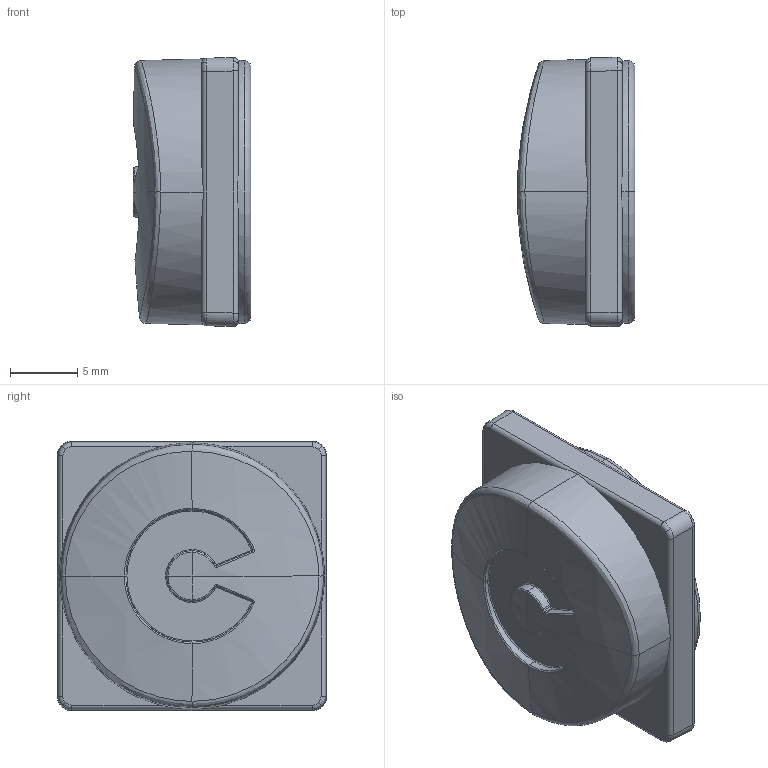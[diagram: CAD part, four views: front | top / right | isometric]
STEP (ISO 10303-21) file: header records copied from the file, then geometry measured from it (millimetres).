
FILE_DESCRIPTION (( 'STEP AP203' ), '1' );
FILE_NAME ('expansion port right 1.21.STEP', '2016-11-02T22:07:05', ( '' ), ( '' ), 'SwSTEP 2.0', 'SolidWorks 2016', '' );
FILE_SCHEMA (( 'CONFIG_CONTROL_DESIGN' ));
Length unit declared in the file: millimetre
Products named in the file (1): expansion port right 1.21
Bounding box: 8.75 x 19.98 x 19.98 mm (x, y, z)
Volume: 1725.1 mm3; surface area: 1535.1 mm2
Topology: 1 solids, 1 shells, 141 faces, 339 edges, 201 vertices
Faces by surface type: bspline 107, plane 14, cylinder 12, torus 4, cone 4
Entity records: 10004 total; most frequent: CARTESIAN_POINT 7509, ORIENTED_EDGE 674, EDGE_CURVE 337, DIRECTION 244, VERTEX_POINT 201, B_SPLINE_CURVE_WITH_KNOTS 191, EDGE_LOOP 144, FACE_OUTER_BOUND 141
